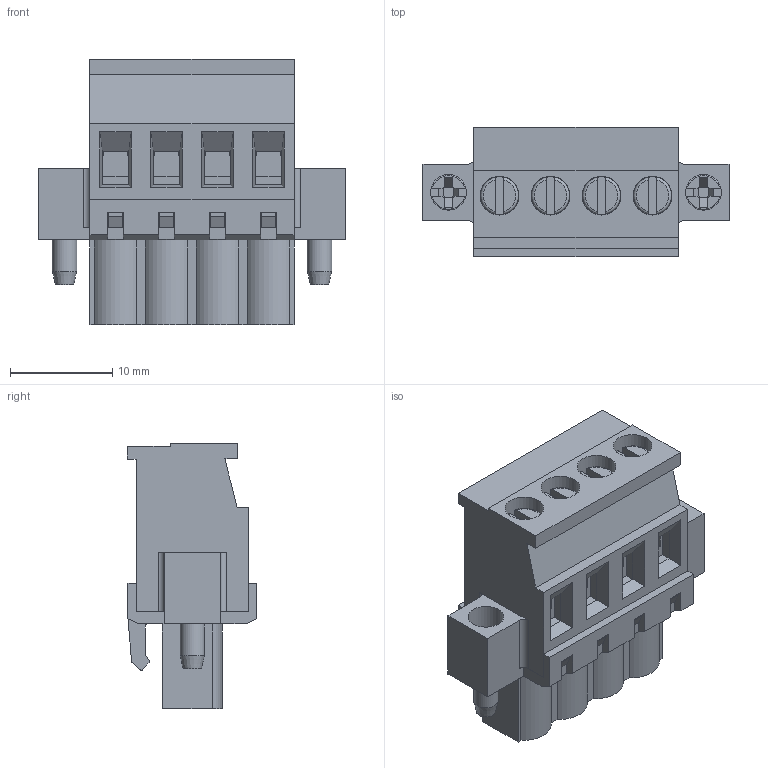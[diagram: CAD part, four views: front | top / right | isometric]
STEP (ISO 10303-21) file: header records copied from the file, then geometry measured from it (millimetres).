
FILE_DESCRIPTION(/* description */ ('Unknown'),/* implementation_level */ '2;1');
FILE_NAME(/* name */ '691345710004',/* time_stamp */ '2016-01-19T11:55:06+01:00',/* author */ ('Unknown'),/* organization */ ('Unknown'),/* preprocessor_version */ 'ST-DEVELOPER v16',/* originating_system */ 'DEX',/* authorisation */ $);
FILE_SCHEMA (('AUTOMOTIVE_DESIGN {1 0 10303 214 3 1 1}'));
Length unit declared in the file: millimetre
Products named in the file (7): 6913457100xx; 691345710004; 6913457100xx_CAGE; 6913457100xx_PIN; 6913457100xx_VIS; 6913457100xx_VIS Flange; 691345710004_BAS
Assembly tree (16 placements, depth 2):
  6913457100xx
    691345710004
    6913457100xx_CAGE  x4
    6913457100xx_PIN  x4
    6913457100xx_VIS  x4
    6913457100xx_VIS Flange  x2
    691345710004_BAS
Bounding box: 30 x 12.65 x 26 mm (x, y, z)
Volume: 3463.5 mm3; surface area: 7923.7 mm2
Topology: 16 solids, 16 shells, 904 faces, 2521 edges, 1647 vertices
Faces by surface type: plane 706, cylinder 166, torus 22, cone 10
Full cylindrical faces by diameter (mm): 1.6 x4, 2.4 x6, 2.5 x2, 2.9 x8, 3 x4, 3.5 x2, 3.7 x4, 3.8 x6
Entity records: 19439 total; most frequent: CARTESIAN_POINT 3552, ORIENTED_EDGE 3242, DIRECTION 2990, EDGE_CURVE 1621, LINE 1450, VECTOR 1450, VERTEX_POINT 1077, AXIS2_PLACEMENT_3D 770
